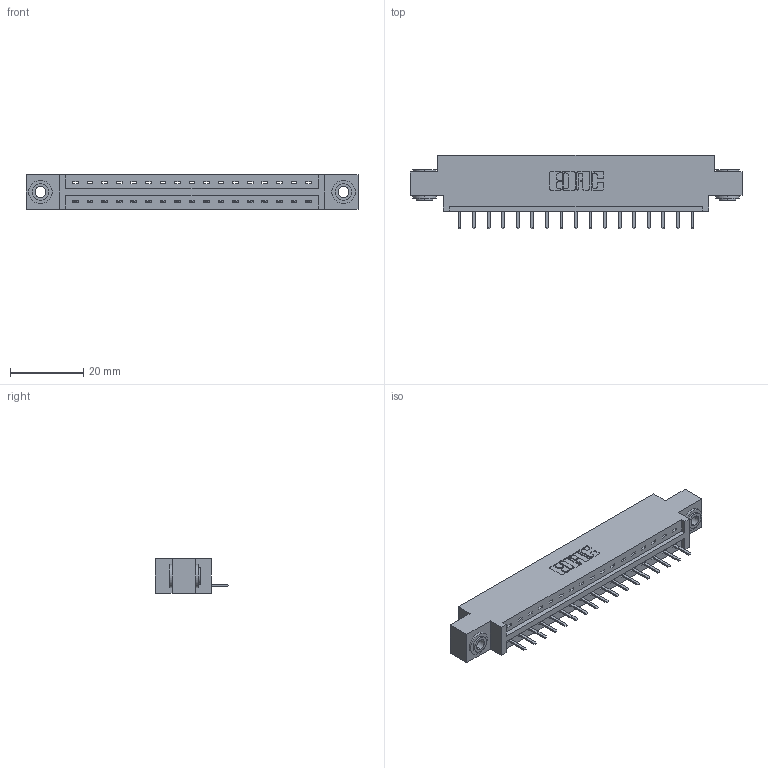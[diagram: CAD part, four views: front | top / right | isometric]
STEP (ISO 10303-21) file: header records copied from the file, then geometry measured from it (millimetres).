
FILE_DESCRIPTION (( 'STEP AP203' ), '1' );
FILE_NAME ('337-017-520-603.STEP', '2018-08-04T21:24:03', ( '' ), ( '' ), 'SwSTEP 2.0', 'SolidWorks 2016', '' );
FILE_SCHEMA (( 'CONFIG_CONTROL_DESIGN' ));
Length unit declared in the file: inch
Products named in the file (4): 337 Part_0.170 Offset - 0.156 Dia-TH; 345-292-001_345-293-120; 345-250-002_345-250-002-102; 337-017-520-603
Assembly tree (20 placements, depth 2):
  337-017-520-603
    337 Part_0.170 Offset - 0.156 Dia-TH
    345-292-001_345-293-120  x17
    345-250-002_345-250-002-102  x2
Bounding box: 90.37 x 20.02 x 9.4 mm (x, y, z)
Volume: 8932.9 mm3; surface area: 9245.2 mm2
Topology: 20 solids, 20 shells, 1278 faces, 3731 edges, 2438 vertices
Faces by surface type: plane 900, cylinder 370, cone 8
Entity records: 16766 total; most frequent: CARTESIAN_POINT 2908, ORIENTED_EDGE 2842, DIRECTION 2521, EDGE_CURVE 1421, LINE 1265, VECTOR 1265, VERTEX_POINT 942, AXIS2_PLACEMENT_3D 628
